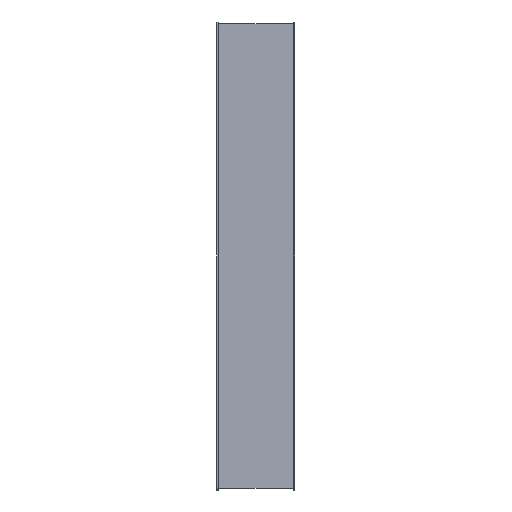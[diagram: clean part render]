
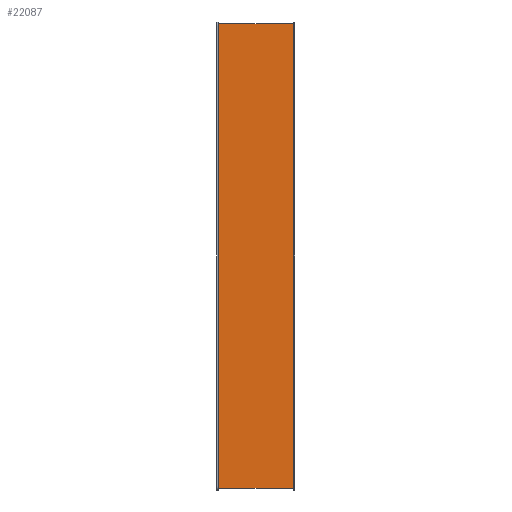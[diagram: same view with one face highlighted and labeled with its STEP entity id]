
A CAD part, left-side view. The second image highlights one B-rep face of the part: STEP entity #22087.
In plain terms, the highlighted planar face has unit normal (-1, 0, 0).
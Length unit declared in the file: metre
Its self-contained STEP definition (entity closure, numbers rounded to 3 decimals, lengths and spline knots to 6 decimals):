
#381=DIRECTION('',(0.,0.,1.));
#382=VECTOR('',#381,1.20904);
#383=CARTESIAN_POINT('',(-1.21412,-0.198438,-0.60452));
#384=LINE('',#383,#382);
#452=DIRECTION('',(0.,0.,1.));
#453=VECTOR('',#452,1.20904);
#454=CARTESIAN_POINT('',(-1.21412,-0.004763,-0.60452));
#455=LINE('',#454,#453);
#16925=DIRECTION('',(0.,-1.,0.));
#16926=VECTOR('',#16925,0.193675);
#16927=CARTESIAN_POINT('',(-1.21412,-0.004763,-0.60452));
#16928=LINE('',#16927,#16926);
#16937=DIRECTION('',(0.,1.,0.));
#16938=VECTOR('',#16937,0.193675);
#16939=CARTESIAN_POINT('',(-1.21412,-0.198438,0.60452));
#16940=LINE('',#16939,#16938);
#17181=CARTESIAN_POINT('',(-1.21412,-0.198438,0.60452));
#17182=CARTESIAN_POINT('',(-1.21412,-0.004763,0.60452));
#17183=VERTEX_POINT('',#17181);
#17184=VERTEX_POINT('',#17182);
#17185=CARTESIAN_POINT('',(-1.21412,-0.198438,-0.60452));
#17186=VERTEX_POINT('',#17185);
#17187=CARTESIAN_POINT('',(-1.21412,-0.004763,-0.60452));
#17188=VERTEX_POINT('',#17187);
#22073=CARTESIAN_POINT('',(-1.21412,-0.198438,0.60452));
#22074=DIRECTION('',(1.,0.,0.));
#22075=DIRECTION('',(0.,0.,-1.));
#22076=AXIS2_PLACEMENT_3D('',#22073,#22074,#22075);
#22077=PLANE('',#22076);
#22079=ORIENTED_EDGE('',*,*,#22078,.T.);
#22081=ORIENTED_EDGE('',*,*,#22080,.F.);
#22082=ORIENTED_EDGE('',*,*,#21916,.F.);
#22084=ORIENTED_EDGE('',*,*,#22083,.F.);
#22085=EDGE_LOOP('',(#22079,#22081,#22082,#22084));
#22086=FACE_OUTER_BOUND('',#22085,.F.);
#21916=EDGE_CURVE('',#17186,#17183,#384,.T.);
#22078=EDGE_CURVE('',#17188,#17184,#455,.T.);
#22080=EDGE_CURVE('',#17183,#17184,#16940,.T.);
#22083=EDGE_CURVE('',#17188,#17186,#16928,.T.);
#22087=ADVANCED_FACE('',(#22086),#22077,.F.);
